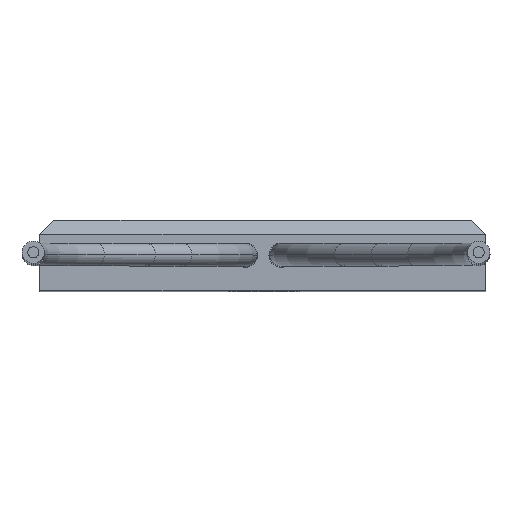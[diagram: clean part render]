
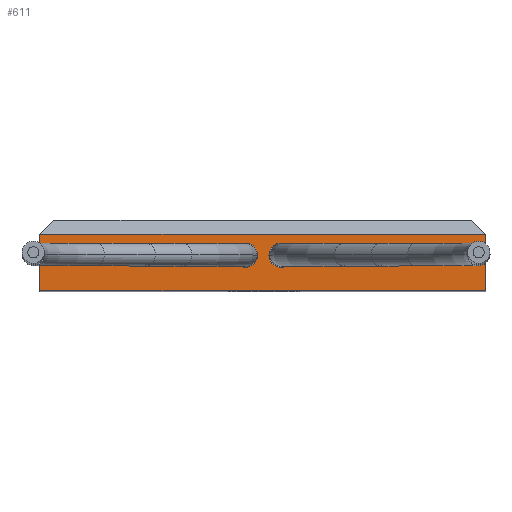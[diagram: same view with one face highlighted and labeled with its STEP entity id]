
A CAD part, top view. The second image highlights one B-rep face of the part: STEP entity #611.
In plain terms, the highlighted planar face has unit normal (0, 0, 1).
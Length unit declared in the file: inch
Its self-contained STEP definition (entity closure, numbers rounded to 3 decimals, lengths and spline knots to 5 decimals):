
#1=DIRECTION('',(1.,0.,0.));
#2=VECTOR('',#1,0.787);
#3=CARTESIAN_POINT('',(-0.3935,0.,0.492));
#4=LINE('',#3,#2);
#55=CARTESIAN_POINT('',(0.0325,0.063,0.492));
#56=DIRECTION('',(0.,0.,1.));
#57=DIRECTION('',(-1.,0.,0.));
#58=AXIS2_PLACEMENT_3D('',#55,#56,#57);
#60=CARTESIAN_POINT('',(0.0325,0.063,0.492));
#61=DIRECTION('',(0.,0.,1.));
#62=DIRECTION('',(1.,0.,0.));
#63=AXIS2_PLACEMENT_3D('',#60,#61,#62);
#65=CARTESIAN_POINT('',(-0.0305,0.063,0.492));
#66=DIRECTION('',(0.,0.,1.));
#67=DIRECTION('',(-1.,0.,0.));
#68=AXIS2_PLACEMENT_3D('',#65,#66,#67);
#70=CARTESIAN_POINT('',(-0.0305,0.063,0.492));
#71=DIRECTION('',(0.,0.,1.));
#72=DIRECTION('',(1.,0.,0.));
#73=AXIS2_PLACEMENT_3D('',#70,#71,#72);
#75=DIRECTION('',(1.,0.,0.));
#76=VECTOR('',#75,0.787);
#77=CARTESIAN_POINT('',(-0.3935,0.1,0.492));
#78=LINE('',#77,#76);
#79=DIRECTION('',(0.,1.,0.));
#80=VECTOR('',#79,0.1);
#81=CARTESIAN_POINT('',(-0.3935,0.,0.492));
#82=LINE('',#81,#80);
#423=DIRECTION('',(0.,1.,0.));
#424=VECTOR('',#423,0.1);
#425=CARTESIAN_POINT('',(0.3935,0.,0.492));
#426=LINE('',#425,#424);
#439=CARTESIAN_POINT('',(-0.3935,0.,0.492));
#440=CARTESIAN_POINT('',(0.3935,0.,0.492));
#441=VERTEX_POINT('',#439);
#442=VERTEX_POINT('',#440);
#495=CARTESIAN_POINT('',(0.011,0.063,0.492));
#496=CARTESIAN_POINT('',(0.054,0.063,0.492));
#497=VERTEX_POINT('',#495);
#498=VERTEX_POINT('',#496);
#499=CARTESIAN_POINT('',(-0.052,0.063,0.492));
#500=CARTESIAN_POINT('',(-0.009,0.063,0.492));
#501=VERTEX_POINT('',#499);
#502=VERTEX_POINT('',#500);
#541=CARTESIAN_POINT('',(-0.3935,0.1,0.492));
#542=VERTEX_POINT('',#541);
#543=CARTESIAN_POINT('',(0.3935,0.1,0.492));
#544=VERTEX_POINT('',#543);
#585=CARTESIAN_POINT('',(-0.3935,0.,0.492));
#586=DIRECTION('',(0.,0.,1.));
#587=DIRECTION('',(1.,0.,0.));
#588=AXIS2_PLACEMENT_3D('',#585,#586,#587);
#589=PLANE('',#588);
#591=ORIENTED_EDGE('',*,*,#590,.T.);
#593=ORIENTED_EDGE('',*,*,#592,.F.);
#594=ORIENTED_EDGE('',*,*,#552,.F.);
#596=ORIENTED_EDGE('',*,*,#595,.T.);
#597=EDGE_LOOP('',(#591,#593,#594,#596));
#598=FACE_OUTER_BOUND('',#597,.F.);
#600=ORIENTED_EDGE('',*,*,#599,.T.);
#602=ORIENTED_EDGE('',*,*,#601,.T.);
#603=EDGE_LOOP('',(#600,#602));
#604=FACE_BOUND('',#603,.F.);
#606=ORIENTED_EDGE('',*,*,#605,.T.);
#608=ORIENTED_EDGE('',*,*,#607,.T.);
#609=EDGE_LOOP('',(#606,#608));
#610=FACE_BOUND('',#609,.F.);
#611=ADVANCED_FACE('',(#598,#604,#610),#589,.T.);
#59=CIRCLE('',#58,0.0215);
#64=CIRCLE('',#63,0.0215);
#69=CIRCLE('',#68,0.0215);
#74=CIRCLE('',#73,0.0215);
#552=EDGE_CURVE('',#441,#442,#4,.T.);
#590=EDGE_CURVE('',#542,#544,#78,.T.);
#592=EDGE_CURVE('',#442,#544,#426,.T.);
#595=EDGE_CURVE('',#441,#542,#82,.T.);
#599=EDGE_CURVE('',#501,#502,#69,.T.);
#601=EDGE_CURVE('',#502,#501,#74,.T.);
#605=EDGE_CURVE('',#497,#498,#59,.T.);
#607=EDGE_CURVE('',#498,#497,#64,.T.);
